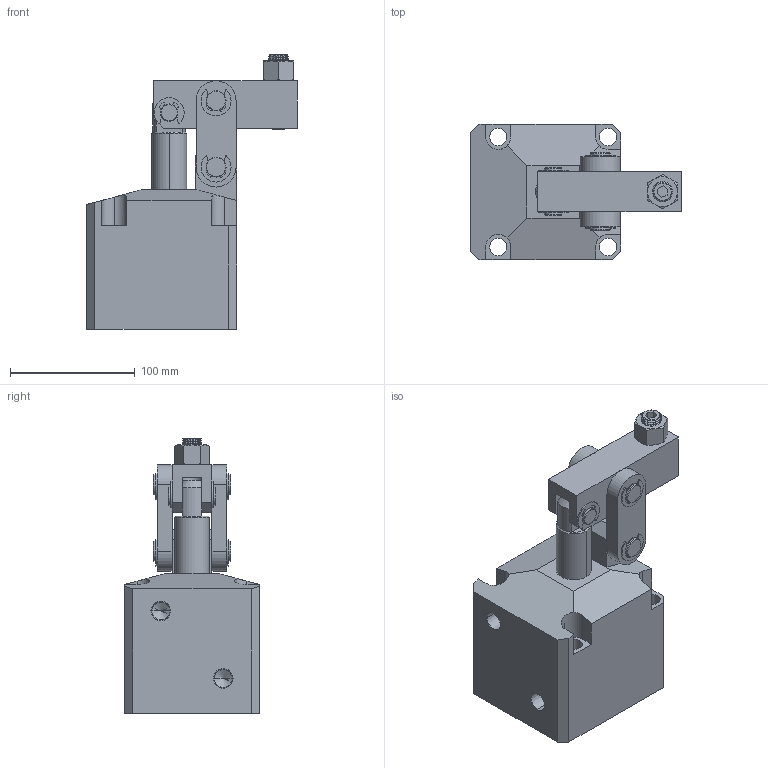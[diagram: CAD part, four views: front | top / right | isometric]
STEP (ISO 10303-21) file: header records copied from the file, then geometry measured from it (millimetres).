
FILE_DESCRIPTION (( 'STEP AP214' ), '1' );
FILE_NAME ('蚾饜极CBLU-70.STEP', '2019-05-08T03:27:58', ( '' ), ( '' ), 'SwSTEP 2.0', 'SolidWorks 2016', '' );
FILE_SCHEMA (( 'AUTOMOTIVE_DESIGN' ));
Length unit declared in the file: millimetre
Products named in the file (10): socket set screw cup point_iso_ISO 4029 - M16 x 60-S; hex nut gradec_iso_Hexagon Nut ISO - 4034 - M16 - S; CK; 酗种; 傻种; 錨璃LG; 70揤旋_1; 70活塞杆; CBLU-70掛极_1_1; 蚾饜极CBLU-70
Assembly tree (16 placements, depth 2):
  蚾饜极CBLU-70
    CBLU-70掛极_1_1
    70活塞杆
    70揤旋_1
    錨璃LG  x2
    傻种
    酗种  x2
    CK  x6
    hex nut gradec_iso_Hexagon Nut ISO - 4034 - M16 - S
    socket set screw cup point_iso_ISO 4029 - M16 x 60-S
Bounding box: 168.5 x 108 x 220 mm (x, y, z)
Volume: 1395904.2 mm3; surface area: 195588.2 mm2
Topology: 17 solids, 17 shells, 633 faces, 1567 edges, 982 vertices
Faces by surface type: cylinder 284, cone 203, plane 146
Entity records: 13903 total; most frequent: DIRECTION 2549, CARTESIAN_POINT 2426, ORIENTED_EDGE 2184, EDGE_CURVE 1092, AXIS2_PLACEMENT_3D 1017, VERTEX_POINT 670, CIRCLE 540, LINE 515
